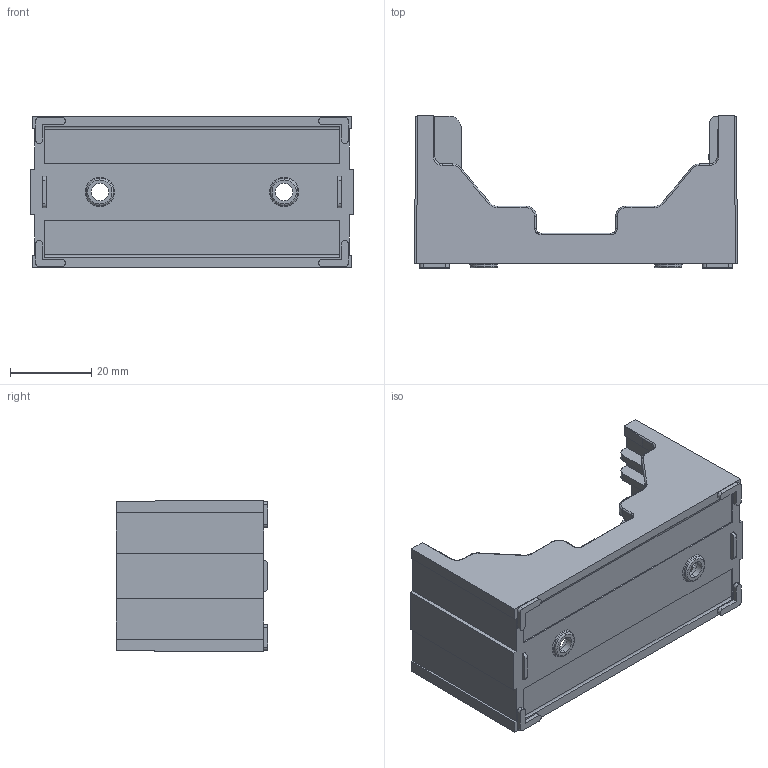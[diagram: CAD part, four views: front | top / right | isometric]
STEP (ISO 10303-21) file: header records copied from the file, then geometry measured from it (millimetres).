
FILE_DESCRIPTION (( 'STEP AP214' ), '1' );
FILE_NAME ('BHD-2.STEP', '2025-02-11T20:04:55', ( '' ), ( '' ), 'SwSTEP 2.0', 'SolidWorks 2021', '' );
FILE_SCHEMA (( 'AUTOMOTIVE_DESIGN' ));
Length unit declared in the file: inch
Products named in the file (1): BHD-2
Bounding box: 79.76 x 37.47 x 37.21 mm (x, y, z)
Volume: 25611.1 mm3; surface area: 19113.5 mm2
Topology: 3 solids, 3 shells, 443 faces, 1217 edges, 784 vertices
Faces by surface type: plane 260, cylinder 114, bspline 57, torus 12
Entity records: 15698 total; most frequent: CARTESIAN_POINT 4799, ORIENTED_EDGE 2426, DIRECTION 2070, EDGE_CURVE 1213, VECTOR 784, VERTEX_POINT 784, LINE 784, AXIS2_PLACEMENT_3D 643
